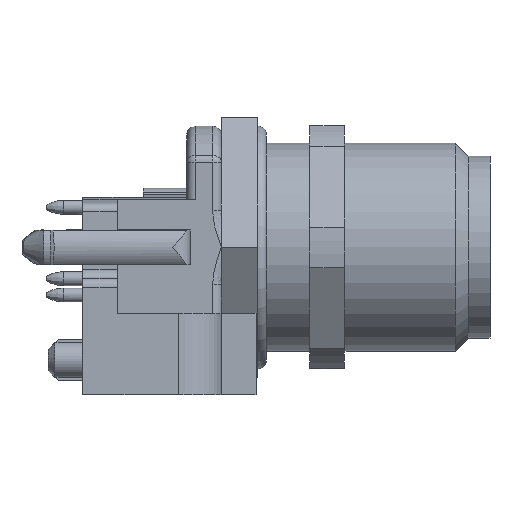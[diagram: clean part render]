
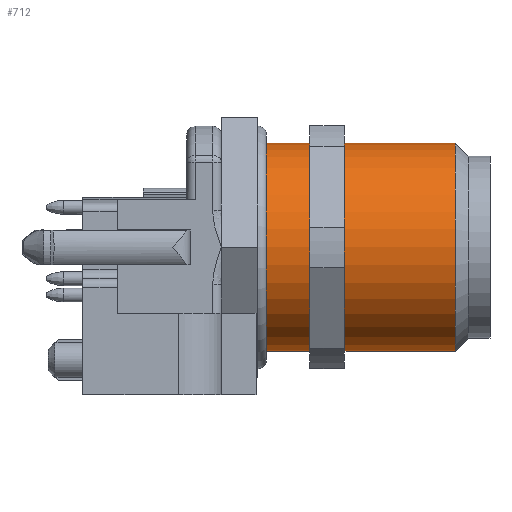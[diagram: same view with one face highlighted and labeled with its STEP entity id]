
A CAD part, front view. The second image highlights one B-rep face of the part: STEP entity #712.
In plain terms, the highlighted cylindrical face has radius 6 mm (diameter 12 mm), a full revolution.
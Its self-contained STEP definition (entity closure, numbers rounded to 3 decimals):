
#271=CYLINDRICAL_SURFACE('',#4621,6.);
#712=ADVANCED_FACE('',(#1620,#1621),#271,.T.);
#1620=FACE_BOUND('',#1937,.T.);
#1621=FACE_BOUND('',#1938,.T.);
#1937=EDGE_LOOP('',(#3069));
#1938=EDGE_LOOP('',(#3070));
#3069=ORIENTED_EDGE('',*,*,#3966,.F.);
#3070=ORIENTED_EDGE('',*,*,#4025,.F.);
#3411=VERTEX_POINT('',#7866);
#3459=VERTEX_POINT('',#8334);
#3966=EDGE_CURVE('',#3411,#3411,#4170,.T.);
#4025=EDGE_CURVE('',#3459,#3459,#4209,.T.);
#4170=CIRCLE('',#4549,6.);
#4209=CIRCLE('',#4619,6.);
#4549=AXIS2_PLACEMENT_3D('',#7865,#5614,#5615);
#4619=AXIS2_PLACEMENT_3D('',#8333,#5768,#5769);
#4621=AXIS2_PLACEMENT_3D('',#8336,#5772,#5773);
#5614=DIRECTION('',(-1.,0.,0.));
#5615=DIRECTION('',(0.,0.,1.));
#5768=DIRECTION('',(1.,0.,0.));
#5769=DIRECTION('',(0.,-0.5,-0.866));
#5772=DIRECTION('',(-1.,0.,0.));
#5773=DIRECTION('',(0.,-0.5,-0.866));
#7865=CARTESIAN_POINT('',(2.1,0.,0.));
#7866=CARTESIAN_POINT('',(2.1,0.,6.));
#8333=CARTESIAN_POINT('',(13.5,0.,0.));
#8334=CARTESIAN_POINT('',(13.5,-3.,-5.196));
#8336=CARTESIAN_POINT('',(8.8,0.,0.));
